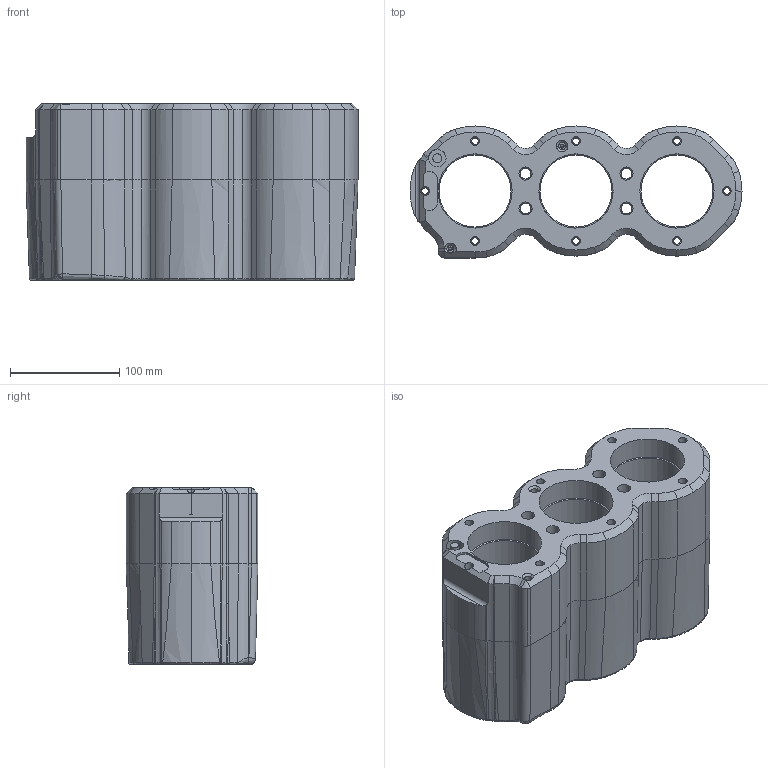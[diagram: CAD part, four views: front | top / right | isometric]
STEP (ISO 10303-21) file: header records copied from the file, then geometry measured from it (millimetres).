
FILE_DESCRIPTION(('CATIA V5 STEP Exchange'),'2;1');
FILE_NAME('06-123-0407-401-0-Assembly-V4.2-in-out-location.stp','2016-06-29T13:47:06+00:00',('none'),('none'),'CATIA Version 5 Release 20 SP 7 (IN-10)','CATIA V5 STEP AP203','none');
FILE_SCHEMA(('CONFIG_CONTROL_DESIGN'));
Length unit declared in the file: millimetre
Products named in the file (1): 06-123-0407-401-0-Assembly-V4.2
Bounding box: 304.32 x 120.9 x 162.05 mm (x, y, z)
Volume: 1825361.2 mm3; surface area: 297192.9 mm2
Topology: 1 solids, 1 shells, 641 faces, 1880 edges, 1230 vertices
Faces by surface type: bspline 329, cylinder 147, cone 96, plane 65, sphere 4
Entity records: 40413 total; most frequent: CARTESIAN_POINT 27139, ORIENTED_EDGE 3752, EDGE_CURVE 1876, B_SPLINE_CURVE_WITH_KNOTS 1266, VERTEX_POINT 1230, DIRECTION 1159, EDGE_LOOP 664, ADVANCED_FACE 641
